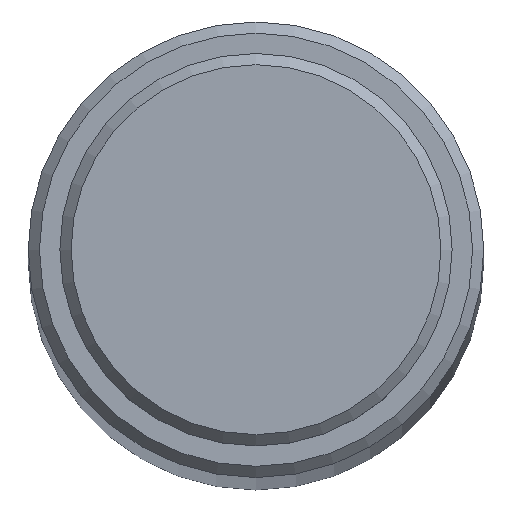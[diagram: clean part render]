
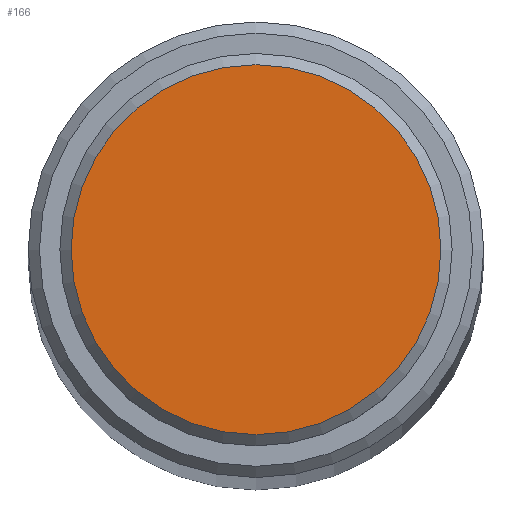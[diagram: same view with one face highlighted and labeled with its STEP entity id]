
A CAD part, top view. The second image highlights one B-rep face of the part: STEP entity #166.
In plain terms, the highlighted planar face has unit normal (0, 0, 1).
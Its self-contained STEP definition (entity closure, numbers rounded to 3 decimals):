
#64=FACE_OUTER_BOUND('',#581,.T.);
#166=ADVANCED_FACE('',(#64),#257,.T.);
#257=PLANE('',#1506);
#581=EDGE_LOOP('',(#714));
#714=ORIENTED_EDGE('',*,*,#1214,.T.);
#1081=VERTEX_POINT('',#2173);
#1214=EDGE_CURVE('',#1081,#1081,#1396,.T.);
#1396=CIRCLE('',#1505,82.5);
#1505=AXIS2_PLACEMENT_3D('',#2172,#1709,#1710);
#1506=AXIS2_PLACEMENT_3D('',#2174,#1711,#1712);
#1709=DIRECTION('',(0.,0.,1.));
#1710=DIRECTION('',(1.,0.,0.));
#1711=DIRECTION('',(0.,0.,1.));
#1712=DIRECTION('',(1.,0.,0.));
#2172=CARTESIAN_POINT('',(0.,0.,20.));
#2173=CARTESIAN_POINT('',(82.5,0.,20.));
#2174=CARTESIAN_POINT('',(0.,0.,20.));
